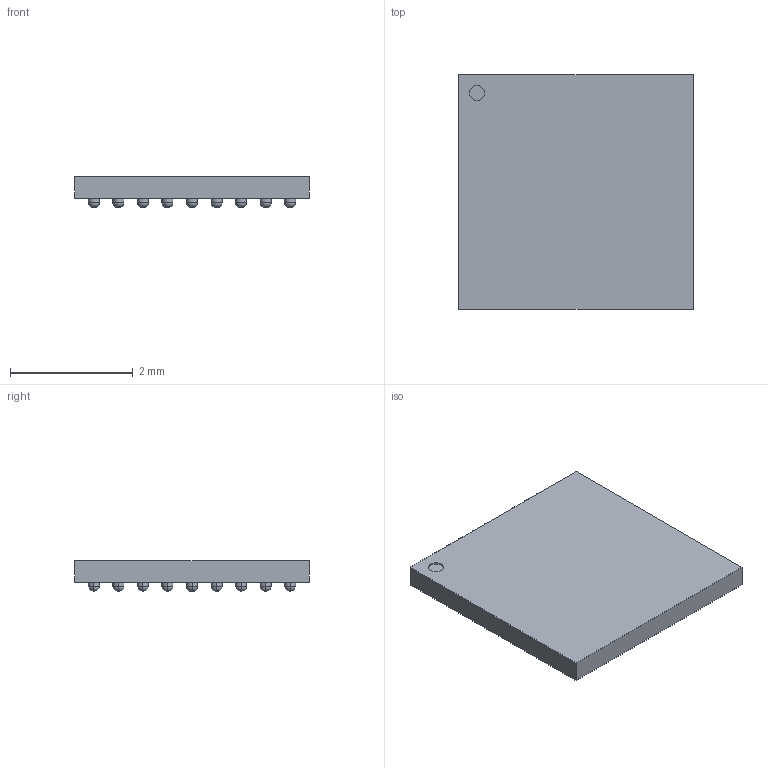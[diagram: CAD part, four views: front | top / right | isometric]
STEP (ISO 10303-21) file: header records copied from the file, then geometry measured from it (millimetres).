
FILE_DESCRIPTION (( 'STEP AP214' ), '1' );
FILE_NAME ('User Library-nRF51_CFAC.STEP', '2017-02-20T16:02:25', ( 'Windows User' ), ( '' ), 'SwSTEP 2.0', 'SolidWorks 2017', '' );
FILE_SCHEMA (( 'AUTOMOTIVE_DESIGN' ));
Length unit declared in the file: centimetre
Products named in the file (4): User Library-nRF51_CFAC_nRF51_CFAC_pins; User Library-nRF51_CFAC_nRF51_CFAC_marking; User Library-nRF51_CFAC_nRF51_CFAC_body; User Library-nRF51_CFAC
Assembly tree (3 placements, depth 2):
  User Library-nRF51_CFAC
    User Library-nRF51_CFAC_nRF51_CFAC_body
    User Library-nRF51_CFAC_nRF51_CFAC_marking
    User Library-nRF51_CFAC_nRF51_CFAC_pins
Bounding box: 3.83 x 3.83 x 0.5 mm (x, y, z)
Volume: 5.1 mm3; surface area: 41.9 mm2
Topology: 2 solids, 64 shells, 323 faces, 644 edges, 388 vertices
Faces by surface type: cylinder 128, torus 124, plane 71
Entity records: 12027 total; most frequent: DIRECTION 1808, CARTESIAN_POINT 1362, ORIENTED_EDGE 1164, AXIS2_PLACEMENT_3D 834, EDGE_CURVE 644, CIRCLE 504, VERTEX_POINT 388, UNCERTAINTY_MEASURE_WITH_UNIT 332
